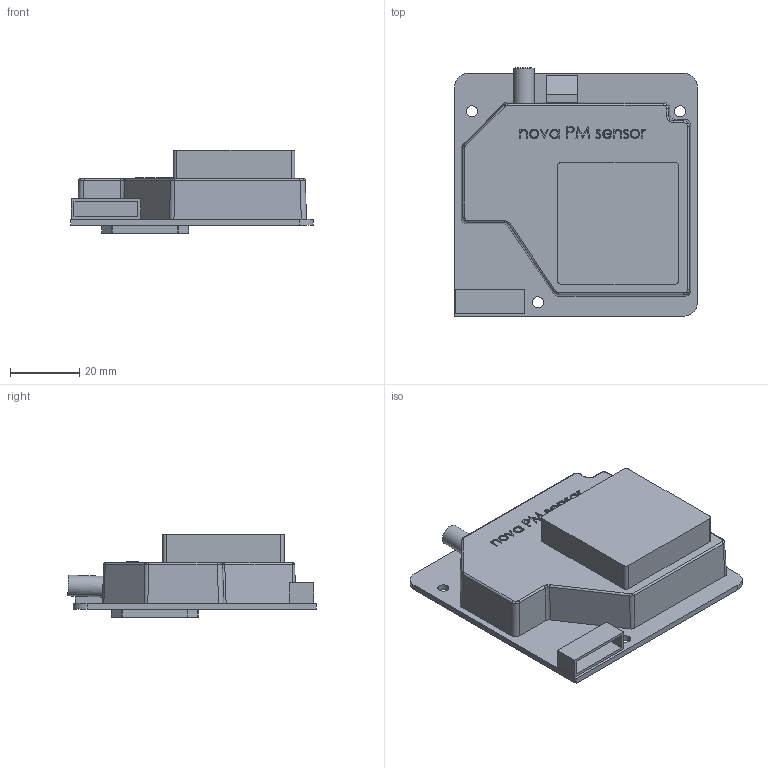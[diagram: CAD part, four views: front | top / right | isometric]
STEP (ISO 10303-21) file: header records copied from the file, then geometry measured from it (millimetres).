
FILE_DESCRIPTION(/* description */ (''),/* implementation_level */ '2;1');
FILE_NAME(/* name */ 'PMsensor_Nova_SDS011 v3.step',/* time_stamp */ '2021-04-23T11:37:59+02:00',/* author */ (''),/* organization */ (''),/* preprocessor_version */ 'ST-DEVELOPER v18.1',/* originating_system */ 'Autodesk Translation Framework v9.10.0.1330',/* authorisation */ '');
FILE_SCHEMA (('AUTOMOTIVE_DESIGN { 1 0 10303 214 3 1 1 }'));
Length unit declared in the file: millimetre
Products named in the file (1): PMsensor_Nova_SDS011
Bounding box: 70 x 71.53 x 24.2 mm (x, y, z)
Volume: 57427.6 mm3; surface area: 15026.4 mm2
Topology: 1 solids, 1 shells, 292 faces, 760 edges, 490 vertices
Faces by surface type: plane 126, bspline 112, cylinder 46, sphere 8
Full cylindrical faces by diameter (mm): 3 x1, 3.2 x3, 6 x1
Entity records: 13368 total; most frequent: CARTESIAN_POINT 6479, ORIENTED_EDGE 1512, DIRECTION 1054, EDGE_CURVE 756, VERTEX_POINT 490, LINE 440, VECTOR 440, EDGE_LOOP 322
